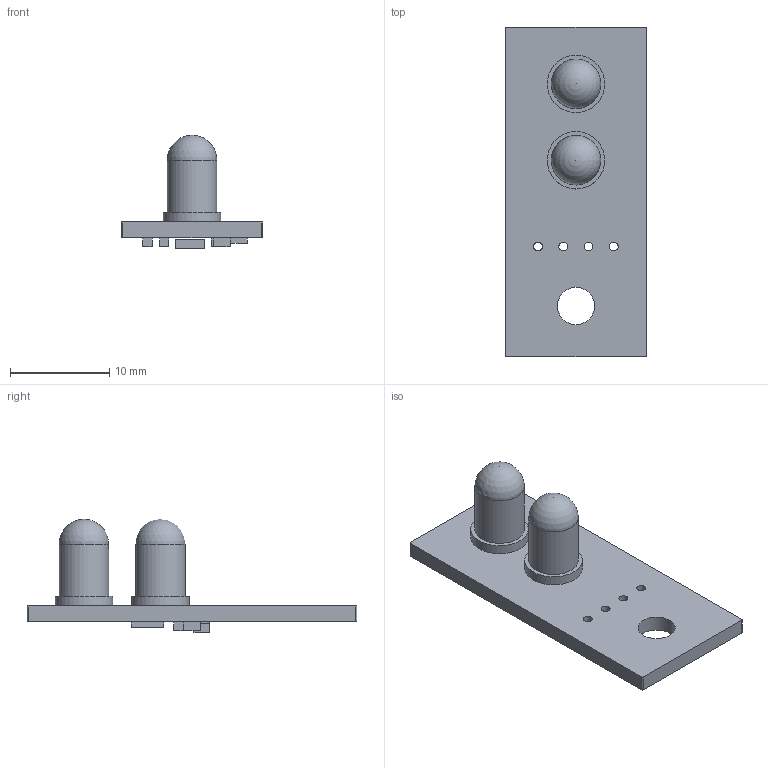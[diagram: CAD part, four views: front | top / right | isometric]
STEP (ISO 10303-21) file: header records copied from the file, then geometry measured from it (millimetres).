
FILE_DESCRIPTION(('Open CASCADE Model'),'2;1');
FILE_NAME('Open CASCADE Shape Model','2019-02-17T19:03:20',('Author'),( 'Open CASCADE'),'Open CASCADE STEP processor 6.8','Open CASCADE 6.8' ,'Unknown');
FILE_SCHEMA(('AUTOMOTIVE_DESIGN { 1 0 10303 214 1 1 1 1 }'));
Length unit declared in the file: millimetre
Products named in the file (1): PCB
Bounding box: 14.25 x 33.25 x 11.45 mm (x, y, z)
Volume: 1136.9 mm3; surface area: 1756.9 mm2
Topology: 17 solids, 17 shells, 81 faces, 153 edges, 102 vertices
Faces by surface type: plane 58, cylinder 21, sphere 2
Full cylindrical faces by diameter (mm): 0.55 x4, 0.9 x4, 1.1 x4, 3.75 x1, 5 x2, 5.8 x2
Entity records: 2127 total; most frequent: DIRECTION 353, CARTESIAN_POINT 329, ORIENTED_EDGE 294, EDGE_CURVE 147, AXIS2_PLACEMENT_3D 124, LINE 105, VECTOR 105, VERTEX_POINT 100
